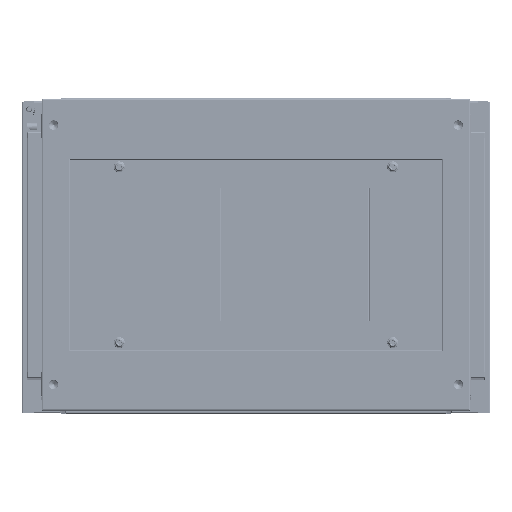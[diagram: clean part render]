
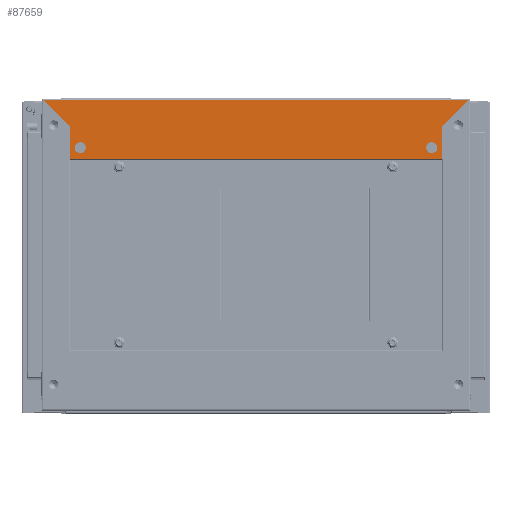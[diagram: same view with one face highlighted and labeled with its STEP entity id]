
A CAD part, top view. The second image highlights one B-rep face of the part: STEP entity #87659.
In plain terms, the highlighted planar face has unit normal (0, 0, 1).
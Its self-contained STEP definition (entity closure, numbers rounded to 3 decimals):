
#3910 = EDGE_LOOP ( 'NONE', ( #97279, #97275 ) ) ;
#5044 = EDGE_LOOP ( 'NONE', ( #97271, #97267, #97263, #97261, #97257, #97253, #97249, #97245 ) ) ;
#5175 = EDGE_LOOP ( 'NONE', ( #97287, #97283 ) ) ;
#10759 = FACE_BOUND ( 'NONE', #5175, .T. ) ;
#10762 = FACE_BOUND ( 'NONE', #3910, .T. ) ;
#10768 = FACE_OUTER_BOUND ( 'NONE', #5044, .T. ) ;
#13094 = CARTESIAN_POINT ( 'NONE',  ( -237.55, 0., 1.5 ) ) ;
#13107 = CARTESIAN_POINT ( 'NONE',  ( 238.25, -0.7, 1.5 ) ) ;
#13109 = CARTESIAN_POINT ( 'NONE',  ( 237.55, 0., 1.5 ) ) ;
#13118 = CARTESIAN_POINT ( 'NONE',  ( -272.24, 34.69, 1.5 ) ) ;
#13123 = CARTESIAN_POINT ( 'NONE',  ( -238.25, -40.29, 1.5 ) ) ;
#13143 = CARTESIAN_POINT ( 'NONE',  ( 238.25, -40.29, 1.5 ) ) ;
#13148 = CARTESIAN_POINT ( 'NONE',  ( 272.24, 34.69, 1.5 ) ) ;
#15525 = AXIS2_PLACEMENT_3D ( 'NONE', #28807, #28808, #28809 ) ;
#15532 = AXIS2_PLACEMENT_3D ( 'NONE', #28798, #28799, #28800 ) ;
#15650 = AXIS2_PLACEMENT_3D ( 'NONE', #28580, #28581, #28582 ) ;
#15706 = AXIS2_PLACEMENT_3D ( 'NONE', #28539, #28544, #28545 ) ;
#19803 = EDGE_CURVE ( 'NONE', #70531, #70530, #134830, .T. ) ;
#19822 = EDGE_CURVE ( 'NONE', #70532, #70526, #134852, .T. ) ;
#19944 = EDGE_CURVE ( 'NONE', #77176, #70519, #134997, .T. ) ;
#19947 = EDGE_CURVE ( 'NONE', #70519, #77202, #134995, .T. ) ;
#19951 = EDGE_CURVE ( 'NONE', #77198, #77176, #135000, .T. ) ;
#19957 = EDGE_CURVE ( 'NONE', #70530, #70531, #135019, .T. ) ;
#19964 = EDGE_CURVE ( 'NONE', #70526, #70532, #135027, .T. ) ;
#19966 = EDGE_CURVE ( 'NONE', #77202, #77217, #135026, .T. ) ;
#19969 = EDGE_CURVE ( 'NONE', #77222, #77198, #135031, .T. ) ;
#19973 = EDGE_CURVE ( 'NONE', #77217, #77188, #135034, .T. ) ;
#19977 = EDGE_CURVE ( 'NONE', #77188, #77190, #135039, .T. ) ;
#19981 = EDGE_CURVE ( 'NONE', #77190, #77222, #135044, .T. ) ;
#28539 = CARTESIAN_POINT ( 'NONE',  ( 225., -26.3, 1.5 ) ) ;
#28544 = DIRECTION ( 'NONE',  ( 0., 0., 1. ) ) ;
#28545 = DIRECTION ( 'NONE',  ( -1., 0., 0. ) ) ;
#28580 = CARTESIAN_POINT ( 'NONE',  ( -225., -26.3, 1.5 ) ) ;
#28581 = DIRECTION ( 'NONE',  ( 0., 0., 1. ) ) ;
#28582 = DIRECTION ( 'NONE',  ( 1., 0., 0. ) ) ;
#28770 = CARTESIAN_POINT ( 'NONE',  ( -238.25, -0.7, 1.5 ) ) ;
#28778 = DIRECTION ( 'NONE',  ( -0.707, -0.707, 0. ) ) ;
#28779 = CARTESIAN_POINT ( 'NONE',  ( -238.25, -0.7, 1.5 ) ) ;
#28781 = CARTESIAN_POINT ( 'NONE',  ( -272.25, 34.7, 1.5 ) ) ;
#28782 = DIRECTION ( 'NONE',  ( 0., -1., 0. ) ) ;
#28789 = DIRECTION ( 'NONE',  ( 0.707, -0.707, 0. ) ) ;
#28798 = CARTESIAN_POINT ( 'NONE',  ( 225., -26.3, 1.5 ) ) ;
#28799 = DIRECTION ( 'NONE',  ( 0., 0., 1. ) ) ;
#28800 = DIRECTION ( 'NONE',  ( -1., 0., 0. ) ) ;
#28804 = CARTESIAN_POINT ( 'NONE',  ( -238.25, -40.29, 1.5 ) ) ;
#28807 = CARTESIAN_POINT ( 'NONE',  ( -225., -26.3, 1.5 ) ) ;
#28808 = DIRECTION ( 'NONE',  ( 0., 0., 1. ) ) ;
#28809 = DIRECTION ( 'NONE',  ( 1., 0., 0. ) ) ;
#28810 = CARTESIAN_POINT ( 'NONE',  ( 272.25, 34.69, 1.5 ) ) ;
#28814 = DIRECTION ( 'NONE',  ( 1., 0., 0. ) ) ;
#28821 = DIRECTION ( 'NONE',  ( -1., 0., 0. ) ) ;
#28824 = CARTESIAN_POINT ( 'NONE',  ( 238.25, -0.7, 1.5 ) ) ;
#28828 = DIRECTION ( 'NONE',  ( 0., 1., 0. ) ) ;
#28831 = CARTESIAN_POINT ( 'NONE',  ( 238.25, -0.7, 1.5 ) ) ;
#28835 = DIRECTION ( 'NONE',  ( -0.707, 0.707, 0. ) ) ;
#28838 = CARTESIAN_POINT ( 'NONE',  ( 272.25, 34.7, 1.5 ) ) ;
#28842 = DIRECTION ( 'NONE',  ( 0.707, 0.707, 0. ) ) ;
#36160 = CARTESIAN_POINT ( 'NONE',  ( -238.25, -0.7, 1.5 ) ) ;
#36180 = CARTESIAN_POINT ( 'NONE',  ( -218., -26.3, 1.5 ) ) ;
#36194 = CARTESIAN_POINT ( 'NONE',  ( 232., -26.3, 1.5 ) ) ;
#36199 = CARTESIAN_POINT ( 'NONE',  ( 218., -26.3, 1.5 ) ) ;
#36203 = CARTESIAN_POINT ( 'NONE',  ( -232., -26.3, 1.5 ) ) ;
#70519 = VERTEX_POINT ( 'NONE', #36160 ) ;
#70526 = VERTEX_POINT ( 'NONE', #36180 ) ;
#70530 = VERTEX_POINT ( 'NONE', #36194 ) ;
#70531 = VERTEX_POINT ( 'NONE', #36199 ) ;
#70532 = VERTEX_POINT ( 'NONE', #36203 ) ;
#77176 = VERTEX_POINT ( 'NONE', #13094 ) ;
#77188 = VERTEX_POINT ( 'NONE', #13107 ) ;
#77190 = VERTEX_POINT ( 'NONE', #13109 ) ;
#77198 = VERTEX_POINT ( 'NONE', #13118 ) ;
#77202 = VERTEX_POINT ( 'NONE', #13123 ) ;
#77217 = VERTEX_POINT ( 'NONE', #13143 ) ;
#77222 = VERTEX_POINT ( 'NONE', #13148 ) ;
#87659 = ADVANCED_FACE ( 'NONE', ( #10759, #10762, #10768 ), #103056, .F. ) ;
#97245 = ORIENTED_EDGE ( 'NONE', *, *, #19981, .T. ) ;
#97249 = ORIENTED_EDGE ( 'NONE', *, *, #19977, .T. ) ;
#97253 = ORIENTED_EDGE ( 'NONE', *, *, #19973, .T. ) ;
#97257 = ORIENTED_EDGE ( 'NONE', *, *, #19966, .T. ) ;
#97261 = ORIENTED_EDGE ( 'NONE', *, *, #19947, .T. ) ;
#97263 = ORIENTED_EDGE ( 'NONE', *, *, #19944, .T. ) ;
#97267 = ORIENTED_EDGE ( 'NONE', *, *, #19951, .T. ) ;
#97271 = ORIENTED_EDGE ( 'NONE', *, *, #19969, .T. ) ;
#97275 = ORIENTED_EDGE ( 'NONE', *, *, #19822, .F. ) ;
#97279 = ORIENTED_EDGE ( 'NONE', *, *, #19964, .F. ) ;
#97283 = ORIENTED_EDGE ( 'NONE', *, *, #19803, .F. ) ;
#97287 = ORIENTED_EDGE ( 'NONE', *, *, #19957, .F. ) ;
#103056 = PLANE ( 'NONE',  #139109 ) ;
#103058 = CARTESIAN_POINT ( 'NONE',  ( 237.55, 0., 1.5 ) ) ;
#103060 = DIRECTION ( 'NONE',  ( 0., 0., -1. ) ) ;
#103062 = DIRECTION ( 'NONE',  ( -1., 0., 0. ) ) ;
#134830 = CIRCLE ( 'NONE', #15706, 7. ) ;
#134852 = CIRCLE ( 'NONE', #15650, 7. ) ;
#134995 = LINE ( 'NONE', #28779, #135003 ) ;
#134997 = LINE ( 'NONE', #28770, #134999 ) ;
#134999 = VECTOR ( 'NONE', #28778, 1000. ) ;
#135000 = LINE ( 'NONE', #28781, #135009 ) ;
#135003 = VECTOR ( 'NONE', #28782, 1000. ) ;
#135009 = VECTOR ( 'NONE', #28789, 1000. ) ;
#135019 = CIRCLE ( 'NONE', #15532, 7. ) ;
#135026 = LINE ( 'NONE', #28804, #135028 ) ;
#135027 = CIRCLE ( 'NONE', #15525, 7. ) ;
#135028 = VECTOR ( 'NONE', #28814, 1000. ) ;
#135031 = LINE ( 'NONE', #28810, #135033 ) ;
#135033 = VECTOR ( 'NONE', #28821, 1000. ) ;
#135034 = LINE ( 'NONE', #28824, #135038 ) ;
#135038 = VECTOR ( 'NONE', #28828, 1000. ) ;
#135039 = LINE ( 'NONE', #28831, #135043 ) ;
#135043 = VECTOR ( 'NONE', #28835, 1000. ) ;
#135044 = LINE ( 'NONE', #28838, #135048 ) ;
#135048 = VECTOR ( 'NONE', #28842, 1000. ) ;
#139109 = AXIS2_PLACEMENT_3D ( 'NONE', #103058, #103060, #103062 ) ;
